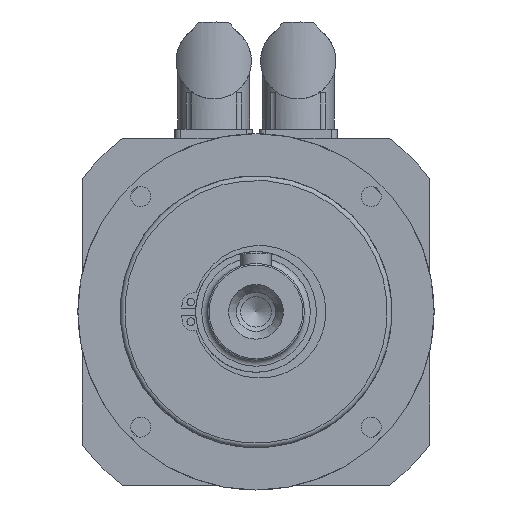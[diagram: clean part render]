
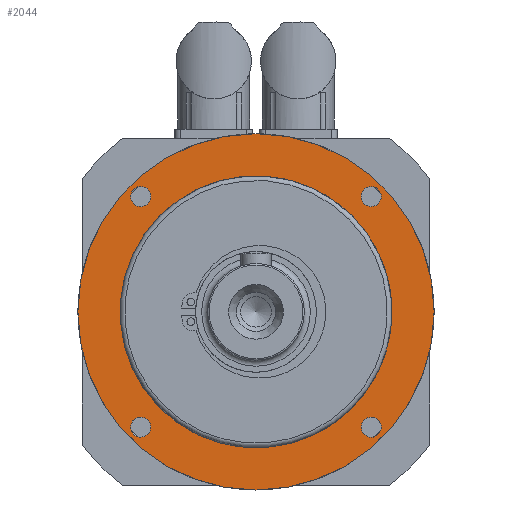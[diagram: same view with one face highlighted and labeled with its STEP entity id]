
A CAD part, front view. The second image highlights one B-rep face of the part: STEP entity #2044.
In plain terms, the highlighted face is planar.
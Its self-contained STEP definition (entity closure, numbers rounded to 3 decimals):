
#764=FACE_BOUND('',#3564,.T.);
#765=FACE_BOUND('',#3565,.T.);
#766=FACE_BOUND('',#3566,.T.);
#767=FACE_BOUND('',#3567,.T.);
#768=FACE_BOUND('',#3568,.T.);
#1049=CIRCLE('',#11599,3.324);
#1051=CIRCLE('',#11602,3.324);
#1053=CIRCLE('',#11605,3.324);
#1055=CIRCLE('',#11608,3.324);
#1337=CIRCLE('',#12034,45.);
#1341=CIRCLE('',#12047,59.);
#2044=ADVANCED_FACE('',(#2821,#764,#765,#766,#767,#768),#2439,.T.);
#2439=PLANE('',#12050);
#2821=FACE_OUTER_BOUND('',#3563,.T.);
#3563=EDGE_LOOP('',(#6247));
#3564=EDGE_LOOP('',(#6248));
#3565=EDGE_LOOP('',(#6249));
#3566=EDGE_LOOP('',(#6250));
#3567=EDGE_LOOP('',(#6251));
#3568=EDGE_LOOP('',(#6252));
#6247=ORIENTED_EDGE('',*,*,#9631,.T.);
#6248=ORIENTED_EDGE('',*,*,#9157,.T.);
#6249=ORIENTED_EDGE('',*,*,#9159,.T.);
#6250=ORIENTED_EDGE('',*,*,#9161,.T.);
#6251=ORIENTED_EDGE('',*,*,#9163,.T.);
#6252=ORIENTED_EDGE('',*,*,#9627,.F.);
#7888=VERTEX_POINT('',#18189);
#7889=VERTEX_POINT('',#18193);
#7890=VERTEX_POINT('',#18197);
#7891=VERTEX_POINT('',#18201);
#8240=VERTEX_POINT('',#19466);
#8244=VERTEX_POINT('',#19483);
#9157=EDGE_CURVE('',#7888,#7888,#1049,.T.);
#9159=EDGE_CURVE('',#7889,#7889,#1051,.T.);
#9161=EDGE_CURVE('',#7890,#7890,#1053,.T.);
#9163=EDGE_CURVE('',#7891,#7891,#1055,.T.);
#9627=EDGE_CURVE('',#8240,#8240,#1337,.T.);
#9631=EDGE_CURVE('',#8244,#8244,#1341,.T.);
#11599=AXIS2_PLACEMENT_3D('',#18188,#13792,#13793);
#11602=AXIS2_PLACEMENT_3D('',#18192,#13798,#13799);
#11605=AXIS2_PLACEMENT_3D('',#18196,#13804,#13805);
#11608=AXIS2_PLACEMENT_3D('',#18200,#13810,#13811);
#12034=AXIS2_PLACEMENT_3D('',#19465,#14768,#14769);
#12047=AXIS2_PLACEMENT_3D('',#19482,#14794,#14795);
#12050=AXIS2_PLACEMENT_3D('',#19487,#14800,#14801);
#13792=DIRECTION('',(-1.,0.,0.));
#13793=DIRECTION('',(0.,-1.,0.));
#13798=DIRECTION('',(-1.,0.,0.));
#13799=DIRECTION('',(0.,0.,1.));
#13804=DIRECTION('',(-1.,0.,0.));
#13805=DIRECTION('',(0.,1.,0.));
#13810=DIRECTION('',(-1.,0.,0.));
#13811=DIRECTION('',(0.,0.,-1.));
#14768=DIRECTION('',(1.,0.,0.));
#14769=DIRECTION('',(0.,1.,0.));
#14794=DIRECTION('',(1.,0.,0.));
#14795=DIRECTION('',(0.,1.,0.));
#14800=DIRECTION('',(1.,0.,0.));
#14801=DIRECTION('',(0.,0.,-1.));
#18188=CARTESIAN_POINT('',(134.5,-38.184,-38.184));
#18189=CARTESIAN_POINT('',(134.5,-41.507,-38.184));
#18192=CARTESIAN_POINT('',(134.5,-38.184,38.184));
#18193=CARTESIAN_POINT('',(134.5,-38.184,41.507));
#18196=CARTESIAN_POINT('',(134.5,38.184,38.184));
#18197=CARTESIAN_POINT('',(134.5,41.507,38.184));
#18200=CARTESIAN_POINT('',(134.5,38.184,-38.184));
#18201=CARTESIAN_POINT('',(134.5,38.184,-41.507));
#19465=CARTESIAN_POINT('',(134.5,0.,0.));
#19466=CARTESIAN_POINT('',(134.5,45.,0.));
#19482=CARTESIAN_POINT('',(134.5,0.,0.));
#19483=CARTESIAN_POINT('',(134.5,59.,0.));
#19487=CARTESIAN_POINT('',(134.5,52.,0.));
